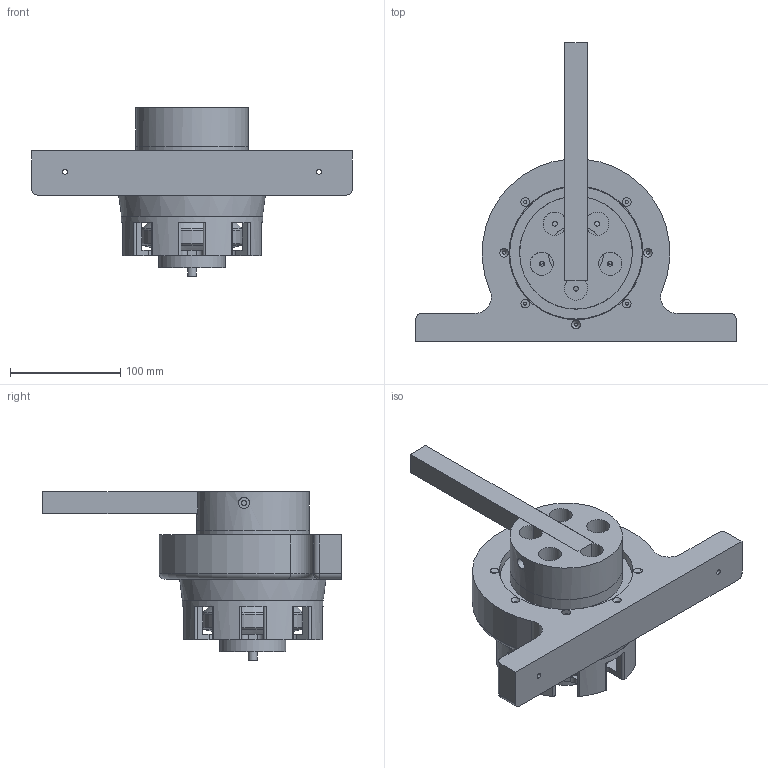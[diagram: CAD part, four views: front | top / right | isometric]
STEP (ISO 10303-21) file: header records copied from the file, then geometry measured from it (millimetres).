
FILE_DESCRIPTION(/* description */ (''),/* implementation_level */ '2;1');
FILE_NAME(/* name */ '8a878052-1ff9-4189-998d-cc6e64c2f754.stp',/* time_stamp */ '2021-04-05T08:27:58+00:00',/* author */ (''),/* organization */ (''),/* preprocessor_version */ 'ST-DEVELOPER v18.1',/* originating_system */ 'Autodesk Translation Framework v10.6.0.1341',/* authorisation */ '');
FILE_SCHEMA (('AUTOMOTIVE_DESIGN { 1 0 10303 214 3 1 1 }'));
Length unit declared in the file: millimetre
Products named in the file (1): 003
Bounding box: 290 x 270 x 152.5 mm (x, y, z)
Volume: 1610663.7 mm3; surface area: 376991.7 mm2
Topology: 17 solids, 17 shells, 628 faces, 1665 edges, 1096 vertices
Faces by surface type: plane 427, cylinder 175, cone 18, torus 6, sphere 2
Full cylindrical faces by diameter (mm): 2.8 x26, 3 x4, 3.5 x4, 3.8 x8, 4 x8, 4.5 x19, 8 x12, 8.2 x2, 10 x2, 12 x1, 14 x5, 21 x5, 22 x2, 24 x1, 29.9 x1, 30 x1, 32 x1, 32.322 x1, 36 x1, 38.2 x1, 42 x1, 42.25 x1, 50 x2, 60 x1, 78 x1, 92 x1, 94.7 x1, 95 x1, 102 x1, 102.002 x1
Entity records: 19868 total; most frequent: CARTESIAN_POINT 3457, DIRECTION 3367, ORIENTED_EDGE 3330, EDGE_CURVE 1665, LINE 1215, VECTOR 1215, VERTEX_POINT 1096, AXIS2_PLACEMENT_3D 1076
